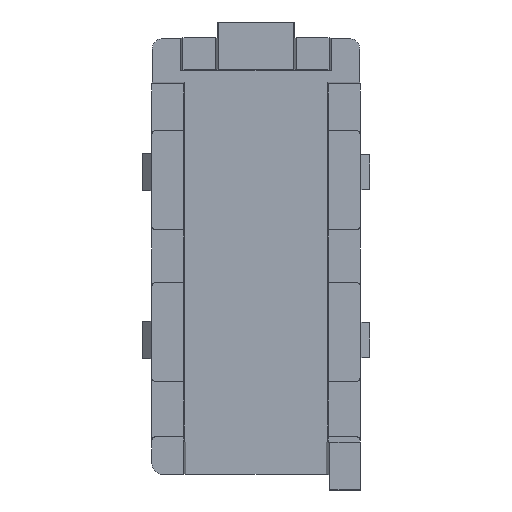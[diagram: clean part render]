
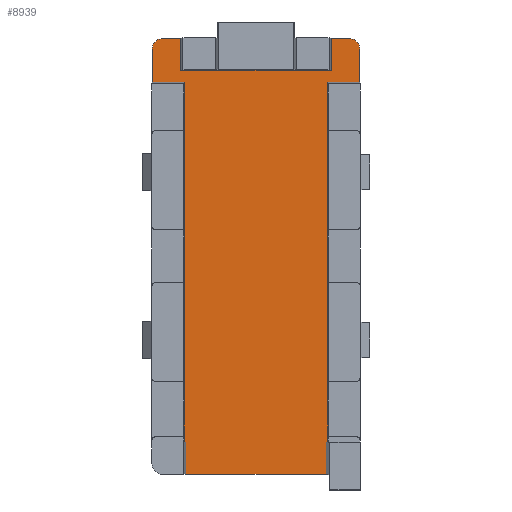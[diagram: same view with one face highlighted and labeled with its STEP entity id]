
A CAD part, top view. The second image highlights one B-rep face of the part: STEP entity #8939.
In plain terms, the highlighted planar face has unit normal (0, 0, 1).
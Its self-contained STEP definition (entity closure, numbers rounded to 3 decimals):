
#8917=AXIS2_PLACEMENT_3D('Plane Axis2P3D',#8914,#8915,#8916) ;
#3247=CARTESIAN_POINT('Vertex',(-12.293,20.628,-12.3)) ;
#3250=CARTESIAN_POINT('Line Origine',(-12.293,0.,-12.3)) ;
#3254=CARTESIAN_POINT('Vertex',(-12.293,24.543,-12.3)) ;
#3705=CARTESIAN_POINT('Line Origine',(0.,-25.843,-12.3)) ;
#3709=CARTESIAN_POINT('Vertex',(-8.32,-25.843,-12.3)) ;
#3711=CARTESIAN_POINT('Vertex',(8.32,-25.843,-12.3)) ;
#4433=CARTESIAN_POINT('Vertex',(12.293,24.543,-12.3)) ;
#4436=CARTESIAN_POINT('Line Origine',(12.293,0.,-12.3)) ;
#4440=CARTESIAN_POINT('Vertex',(12.293,20.628,-12.3)) ;
#5159=CARTESIAN_POINT('Vertex',(8.93,25.843,-12.3)) ;
#5162=CARTESIAN_POINT('Line Origine',(0.,25.843,-12.3)) ;
#5166=CARTESIAN_POINT('Vertex',(10.993,25.843,-12.3)) ;
#5193=CARTESIAN_POINT('Vertex',(-10.993,25.843,-12.3)) ;
#5196=CARTESIAN_POINT('Line Origine',(0.,25.843,-12.3)) ;
#5200=CARTESIAN_POINT('Vertex',(-8.93,25.843,-12.3)) ;
#6623=CARTESIAN_POINT('Line Origine',(9.234,20.628,-12.3)) ;
#6627=CARTESIAN_POINT('Vertex',(-8.493,20.628,-12.3)) ;
#6647=CARTESIAN_POINT('Control Point',(-12.293,24.543,-12.3)) ;
#6648=CARTESIAN_POINT('Control Point',(-12.293,25.053,-12.3)) ;
#6649=CARTESIAN_POINT('Control Point',(-12.02,25.57,-12.3)) ;
#6650=CARTESIAN_POINT('Control Point',(-11.503,25.843,-12.3)) ;
#6651=CARTESIAN_POINT('Control Point',(-10.993,25.843,-12.3)) ;
#6992=CARTESIAN_POINT('Vertex',(8.32,-22.043,-12.3)) ;
#6995=CARTESIAN_POINT('Line Origine',(8.32,0.,-12.3)) ;
#7018=CARTESIAN_POINT('Line Origine',(-8.32,-9.655,-12.3)) ;
#7022=CARTESIAN_POINT('Vertex',(-8.32,-22.043,-12.3)) ;
#7486=CARTESIAN_POINT('Vertex',(8.493,-22.043,-12.3)) ;
#7489=CARTESIAN_POINT('Line Origine',(0.826,-22.043,-12.3)) ;
#7539=CARTESIAN_POINT('Control Point',(12.293,24.543,-12.3)) ;
#7540=CARTESIAN_POINT('Control Point',(12.293,25.053,-12.3)) ;
#7541=CARTESIAN_POINT('Control Point',(12.02,25.57,-12.3)) ;
#7542=CARTESIAN_POINT('Control Point',(11.503,25.843,-12.3)) ;
#7543=CARTESIAN_POINT('Control Point',(10.993,25.843,-12.3)) ;
#7562=CARTESIAN_POINT('Vertex',(8.493,20.628,-12.3)) ;
#7570=CARTESIAN_POINT('Line Origine',(9.234,20.628,-12.3)) ;
#8043=CARTESIAN_POINT('Vertex',(-8.93,22.043,-12.3)) ;
#8051=CARTESIAN_POINT('Line Origine',(-8.93,10.099,-12.3)) ;
#8228=CARTESIAN_POINT('Line Origine',(8.93,10.099,-12.3)) ;
#8232=CARTESIAN_POINT('Vertex',(8.93,22.043,-12.3)) ;
#8448=CARTESIAN_POINT('Vertex',(-8.493,-22.043,-12.3)) ;
#8451=CARTESIAN_POINT('Line Origine',(0.826,-22.043,-12.3)) ;
#8463=CARTESIAN_POINT('Line Origine',(-8.493,-0.05,-12.3)) ;
#8589=CARTESIAN_POINT('Line Origine',(8.493,-0.05,-12.3)) ;
#8694=CARTESIAN_POINT('Line Origine',(0.,22.043,-12.3)) ;
#8914=CARTESIAN_POINT('Axis2P3D Location',(0.,0.,-12.3)) ;
#3251=DIRECTION('Vector Direction',(0.,-1.,0.)) ;
#3706=DIRECTION('Vector Direction',(1.,0.,0.)) ;
#4437=DIRECTION('Vector Direction',(0.,1.,0.)) ;
#5163=DIRECTION('Vector Direction',(-1.,0.,0.)) ;
#5197=DIRECTION('Vector Direction',(-1.,0.,0.)) ;
#6624=DIRECTION('Vector Direction',(1.,0.,0.)) ;
#6996=DIRECTION('Vector Direction',(0.,-1.,0.)) ;
#7019=DIRECTION('Vector Direction',(0.,-1.,0.)) ;
#7490=DIRECTION('Vector Direction',(1.,0.,0.)) ;
#7571=DIRECTION('Vector Direction',(1.,0.,0.)) ;
#8052=DIRECTION('Vector Direction',(0.,1.,0.)) ;
#8229=DIRECTION('Vector Direction',(0.,1.,0.)) ;
#8452=DIRECTION('Vector Direction',(1.,0.,0.)) ;
#8464=DIRECTION('Vector Direction',(0.,-1.,0.)) ;
#8590=DIRECTION('Vector Direction',(0.,1.,0.)) ;
#8695=DIRECTION('Vector Direction',(-1.,0.,0.)) ;
#8915=DIRECTION('Axis2P3D Direction',(0.,0.,1.)) ;
#8916=DIRECTION('Axis2P3D XDirection',(1.,0.,0.)) ;
#3252=VECTOR('Line Direction',#3251,1.) ;
#3707=VECTOR('Line Direction',#3706,1.) ;
#4438=VECTOR('Line Direction',#4437,1.) ;
#5164=VECTOR('Line Direction',#5163,1.) ;
#5198=VECTOR('Line Direction',#5197,1.) ;
#6625=VECTOR('Line Direction',#6624,1.) ;
#6997=VECTOR('Line Direction',#6996,1.) ;
#7020=VECTOR('Line Direction',#7019,1.) ;
#7491=VECTOR('Line Direction',#7490,1.) ;
#7572=VECTOR('Line Direction',#7571,1.) ;
#8053=VECTOR('Line Direction',#8052,1.) ;
#8230=VECTOR('Line Direction',#8229,1.) ;
#8453=VECTOR('Line Direction',#8452,1.) ;
#8465=VECTOR('Line Direction',#8464,1.) ;
#8591=VECTOR('Line Direction',#8590,1.) ;
#8696=VECTOR('Line Direction',#8695,1.) ;
#8920=ORIENTED_EDGE('',*,*,#4442,.T.) ;
#8921=ORIENTED_EDGE('',*,*,#7544,.T.) ;
#8922=ORIENTED_EDGE('',*,*,#5168,.F.) ;
#8923=ORIENTED_EDGE('',*,*,#8234,.F.) ;
#8924=ORIENTED_EDGE('',*,*,#8698,.T.) ;
#8925=ORIENTED_EDGE('',*,*,#8055,.T.) ;
#8926=ORIENTED_EDGE('',*,*,#5202,.F.) ;
#8927=ORIENTED_EDGE('',*,*,#6652,.F.) ;
#8928=ORIENTED_EDGE('',*,*,#3256,.F.) ;
#8929=ORIENTED_EDGE('',*,*,#6629,.T.) ;
#8930=ORIENTED_EDGE('',*,*,#8467,.T.) ;
#8931=ORIENTED_EDGE('',*,*,#8455,.F.) ;
#8932=ORIENTED_EDGE('',*,*,#7024,.T.) ;
#8933=ORIENTED_EDGE('',*,*,#3713,.T.) ;
#8934=ORIENTED_EDGE('',*,*,#6999,.F.) ;
#8935=ORIENTED_EDGE('',*,*,#7493,.F.) ;
#8936=ORIENTED_EDGE('',*,*,#8593,.T.) ;
#8937=ORIENTED_EDGE('',*,*,#7574,.T.) ;
#8939=ADVANCED_FACE('0011547.1\\Corps principal',(#8938),#8918,.T.) ;
#6646=B_SPLINE_CURVE_WITH_KNOTS('',4,(#6647,#6648,#6649,#6650,#6651),.UNSPECIFIED.,.F.,.U.,(5,5),(0.,2.888),.UNSPECIFIED.) ;
#7538=B_SPLINE_CURVE_WITH_KNOTS('',4,(#7539,#7540,#7541,#7542,#7543),.UNSPECIFIED.,.F.,.U.,(5,5),(0.,2.888),.UNSPECIFIED.) ;
#3256=EDGE_CURVE('',#3248,#3255,#3253,.F.) ;
#3713=EDGE_CURVE('',#3710,#3712,#3708,.T.) ;
#4442=EDGE_CURVE('',#4441,#4434,#4439,.T.) ;
#5168=EDGE_CURVE('',#5160,#5167,#5165,.F.) ;
#5202=EDGE_CURVE('',#5194,#5201,#5199,.F.) ;
#6629=EDGE_CURVE('',#3248,#6628,#6626,.T.) ;
#6652=EDGE_CURVE('',#3255,#5194,#6646,.T.) ;
#6999=EDGE_CURVE('',#6993,#3712,#6998,.T.) ;
#7024=EDGE_CURVE('',#7023,#3710,#7021,.T.) ;
#7493=EDGE_CURVE('',#7487,#6993,#7492,.F.) ;
#7544=EDGE_CURVE('',#4434,#5167,#7538,.T.) ;
#7574=EDGE_CURVE('',#7563,#4441,#7573,.T.) ;
#8055=EDGE_CURVE('',#8044,#5201,#8054,.T.) ;
#8234=EDGE_CURVE('',#8233,#5160,#8231,.T.) ;
#8455=EDGE_CURVE('',#7023,#8449,#8454,.F.) ;
#8467=EDGE_CURVE('',#6628,#8449,#8466,.T.) ;
#8593=EDGE_CURVE('',#7487,#7563,#8592,.T.) ;
#8698=EDGE_CURVE('',#8233,#8044,#8697,.T.) ;
#8919=EDGE_LOOP('',(#8920,#8921,#8922,#8923,#8924,#8925,#8926,#8927,#8928,#8929,#8930,#8931,#8932,#8933,#8934,#8935,#8936,#8937)) ;
#8938=FACE_OUTER_BOUND('',#8919,.T.) ;
#3253=LINE('Line',#3250,#3252) ;
#3708=LINE('Line',#3705,#3707) ;
#4439=LINE('Line',#4436,#4438) ;
#5165=LINE('Line',#5162,#5164) ;
#5199=LINE('Line',#5196,#5198) ;
#6626=LINE('Line',#6623,#6625) ;
#6998=LINE('Line',#6995,#6997) ;
#7021=LINE('Line',#7018,#7020) ;
#7492=LINE('Line',#7489,#7491) ;
#7573=LINE('Line',#7570,#7572) ;
#8054=LINE('Line',#8051,#8053) ;
#8231=LINE('Line',#8228,#8230) ;
#8454=LINE('Line',#8451,#8453) ;
#8466=LINE('Line',#8463,#8465) ;
#8592=LINE('Line',#8589,#8591) ;
#8697=LINE('Line',#8694,#8696) ;
#8918=PLANE('',#8917) ;
#3248=VERTEX_POINT('',#3247) ;
#3255=VERTEX_POINT('',#3254) ;
#3710=VERTEX_POINT('',#3709) ;
#3712=VERTEX_POINT('',#3711) ;
#4434=VERTEX_POINT('',#4433) ;
#4441=VERTEX_POINT('',#4440) ;
#5160=VERTEX_POINT('',#5159) ;
#5167=VERTEX_POINT('',#5166) ;
#5194=VERTEX_POINT('',#5193) ;
#5201=VERTEX_POINT('',#5200) ;
#6628=VERTEX_POINT('',#6627) ;
#6993=VERTEX_POINT('',#6992) ;
#7023=VERTEX_POINT('',#7022) ;
#7487=VERTEX_POINT('',#7486) ;
#7563=VERTEX_POINT('',#7562) ;
#8044=VERTEX_POINT('',#8043) ;
#8233=VERTEX_POINT('',#8232) ;
#8449=VERTEX_POINT('',#8448) ;
